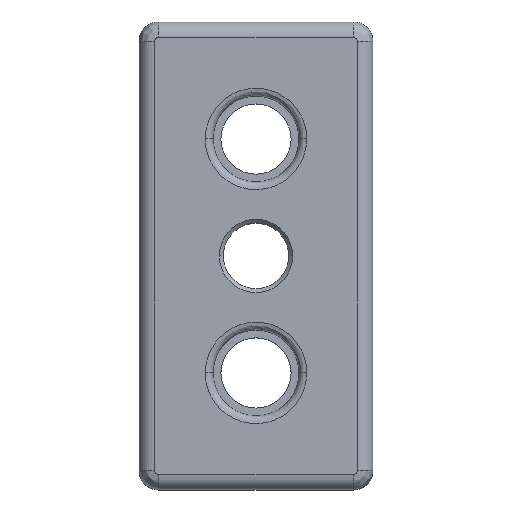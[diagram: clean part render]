
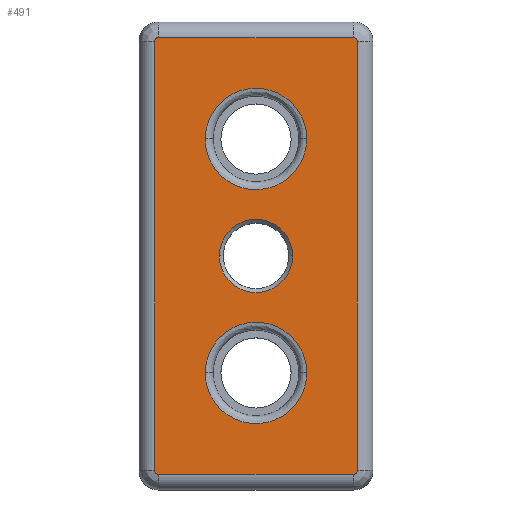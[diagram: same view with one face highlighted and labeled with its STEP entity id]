
A CAD part, top view. The second image highlights one B-rep face of the part: STEP entity #491.
In plain terms, the highlighted planar face has unit normal (0, 0, 1).
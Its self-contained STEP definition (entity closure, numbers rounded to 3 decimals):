
#491=ADVANCED_FACE('NONE',(#1073,#1074,#1075,#1076),#1077,.F.);
#1073=FACE_OUTER_BOUND('',#2217,.T.);
#1074=FACE_BOUND('',#2218,.T.);
#1075=FACE_BOUND('',#2219,.T.);
#1076=FACE_BOUND('',#2220,.T.);
#1077=PLANE('',#2221);
#2217=EDGE_LOOP('',(#4451,#4452,#4453,#4454,#4455,#4456,#4457,#4458));
#2218=EDGE_LOOP('',(#4459,#4460));
#2219=EDGE_LOOP('',(#4461,#4462));
#2220=EDGE_LOOP('',(#4463,#4464));
#2221=AXIS2_PLACEMENT_3D('',#4465,#4466,#4467);
#4451=ORIENTED_EDGE('',*,*,#5369,.F.);
#4452=ORIENTED_EDGE('',*,*,#5372,.F.);
#4453=ORIENTED_EDGE('',*,*,#5375,.F.);
#4454=ORIENTED_EDGE('',*,*,#5377,.F.);
#4455=ORIENTED_EDGE('',*,*,#5356,.F.);
#4456=ORIENTED_EDGE('',*,*,#5360,.F.);
#4457=ORIENTED_EDGE('',*,*,#5363,.F.);
#4458=ORIENTED_EDGE('',*,*,#5366,.F.);
#4459=ORIENTED_EDGE('',*,*,#5090,.F.);
#4460=ORIENTED_EDGE('',*,*,#5585,.F.);
#4461=ORIENTED_EDGE('',*,*,#5095,.F.);
#4462=ORIENTED_EDGE('',*,*,#5586,.F.);
#4463=ORIENTED_EDGE('',*,*,#5116,.T.);
#4464=ORIENTED_EDGE('',*,*,#5351,.T.);
#4465=CARTESIAN_POINT('',(15.0,30.0,12.0));
#4466=DIRECTION('',(0.0,0.0,-1.0));
#4467=DIRECTION('',(0.0,-1.0,0.0));
#5090=EDGE_CURVE('NONE',#5827,#5828,#5829,.T.);
#5095=EDGE_CURVE('NONE',#5836,#5837,#5838,.T.);
#5116=EDGE_CURVE('NONE',#5874,#5872,#5875,.T.);
#5351=EDGE_CURVE('NONE',#5872,#5874,#6256,.T.);
#5356=EDGE_CURVE('NONE',#6260,#6262,#6263,.T.);
#5360=EDGE_CURVE('NONE',#6266,#6260,#6268,.T.);
#5363=EDGE_CURVE('NONE',#6270,#6266,#6272,.T.);
#5366=EDGE_CURVE('NONE',#6274,#6270,#6276,.T.);
#5369=EDGE_CURVE('NONE',#6278,#6274,#6280,.T.);
#5372=EDGE_CURVE('NONE',#6282,#6278,#6284,.T.);
#5375=EDGE_CURVE('NONE',#6286,#6282,#6288,.T.);
#5377=EDGE_CURVE('NONE',#6262,#6286,#6290,.T.);
#5585=EDGE_CURVE('NONE',#5828,#5827,#6572,.T.);
#5586=EDGE_CURVE('NONE',#5837,#5836,#6573,.T.);
#5827=VERTEX_POINT('NONE',#6850);
#5828=VERTEX_POINT('NONE',#6851);
#5829=(B_SPLINE_CURVE(3,(#6853,#6854,#6855,#6856),.UNSPECIFIED.,.F.,.F.)B_SPLINE_CURVE_WITH_KNOTS((4,4),(0.0,1.0),.UNSPECIFIED.)RATIONAL_B_SPLINE_CURVE((1.0,0.333,0.333,1.0))BOUNDED_CURVE()REPRESENTATION_ITEM('')GEOMETRIC_REPRESENTATION_ITEM()CURVE());
#5836=VERTEX_POINT('NONE',#6869);
#5837=VERTEX_POINT('NONE',#6870);
#5838=(B_SPLINE_CURVE(3,(#6872,#6873,#6874,#6875),.UNSPECIFIED.,.F.,.F.)B_SPLINE_CURVE_WITH_KNOTS((4,4),(0.0,1.0),.UNSPECIFIED.)RATIONAL_B_SPLINE_CURVE((1.0,0.333,0.333,1.0))BOUNDED_CURVE()REPRESENTATION_ITEM('')GEOMETRIC_REPRESENTATION_ITEM()CURVE());
#5872=VERTEX_POINT('NONE',#6921);
#5874=VERTEX_POINT('NONE',#6924);
#5875=CIRCLE('',#6925,4.7);
#6256=CIRCLE('',#7415,4.7);
#6260=VERTEX_POINT('NONE',#7419);
#6262=VERTEX_POINT('NONE',#7421);
#6263=(B_SPLINE_CURVE(3,(#7423,#7424,#7425,#7426),.UNSPECIFIED.,.F.,.F.)B_SPLINE_CURVE_WITH_KNOTS((4,4),(0.0,1.0),.UNSPECIFIED.)RATIONAL_B_SPLINE_CURVE((1.0,0.805,0.805,1.0))BOUNDED_CURVE()REPRESENTATION_ITEM('')GEOMETRIC_REPRESENTATION_ITEM()CURVE());
#6266=VERTEX_POINT('NONE',#7435);
#6268=LINE('',#7437,#7438);
#6270=VERTEX_POINT('NONE',#7440);
#6272=(B_SPLINE_CURVE(3,(#7443,#7444,#7445,#7446),.UNSPECIFIED.,.F.,.F.)B_SPLINE_CURVE_WITH_KNOTS((4,4),(0.0,1.0),.UNSPECIFIED.)RATIONAL_B_SPLINE_CURVE((1.0,0.805,0.805,1.0))BOUNDED_CURVE()REPRESENTATION_ITEM('')GEOMETRIC_REPRESENTATION_ITEM()CURVE());
#6274=VERTEX_POINT('NONE',#7454);
#6276=LINE('',#7456,#7457);
#6278=VERTEX_POINT('NONE',#7459);
#6280=(B_SPLINE_CURVE(3,(#7462,#7463,#7464,#7465),.UNSPECIFIED.,.F.,.F.)B_SPLINE_CURVE_WITH_KNOTS((4,4),(0.0,1.0),.UNSPECIFIED.)RATIONAL_B_SPLINE_CURVE((1.0,0.805,0.805,1.0))BOUNDED_CURVE()REPRESENTATION_ITEM('')GEOMETRIC_REPRESENTATION_ITEM()CURVE());
#6282=VERTEX_POINT('NONE',#7473);
#6284=LINE('',#7475,#7476);
#6286=VERTEX_POINT('NONE',#7478);
#6288=(B_SPLINE_CURVE(3,(#7481,#7482,#7483,#7484),.UNSPECIFIED.,.F.,.F.)B_SPLINE_CURVE_WITH_KNOTS((4,4),(0.0,1.0),.UNSPECIFIED.)RATIONAL_B_SPLINE_CURVE((1.0,0.805,0.805,1.0))BOUNDED_CURVE()REPRESENTATION_ITEM('')GEOMETRIC_REPRESENTATION_ITEM()CURVE());
#6290=LINE('',#7492,#7493);
#6572=(B_SPLINE_CURVE(3,(#7936,#7937,#7938,#7939),.UNSPECIFIED.,.F.,.F.)B_SPLINE_CURVE_WITH_KNOTS((4,4),(0.0,1.0),.UNSPECIFIED.)RATIONAL_B_SPLINE_CURVE((1.0,0.333,0.333,1.0))BOUNDED_CURVE()REPRESENTATION_ITEM('')GEOMETRIC_REPRESENTATION_ITEM()CURVE());
#6573=(B_SPLINE_CURVE(3,(#7947,#7948,#7949,#7950),.UNSPECIFIED.,.F.,.F.)B_SPLINE_CURVE_WITH_KNOTS((4,4),(0.0,1.0),.UNSPECIFIED.)RATIONAL_B_SPLINE_CURVE((1.0,0.333,0.333,1.0))BOUNDED_CURVE()REPRESENTATION_ITEM('')GEOMETRIC_REPRESENTATION_ITEM()CURVE());
#6850=CARTESIAN_POINT('',(-6.5,-15.0,12.0));
#6851=CARTESIAN_POINT('',(6.5,-15.0,12.0));
#6853=CARTESIAN_POINT('',(-6.5,-15.0,12.0));
#6854=CARTESIAN_POINT('',(-6.5,-28.0,12.0));
#6855=CARTESIAN_POINT('',(6.5,-28.0,12.0));
#6856=CARTESIAN_POINT('',(6.5,-15.0,12.0));
#6869=CARTESIAN_POINT('',(-6.5,15.0,12.0));
#6870=CARTESIAN_POINT('',(6.5,15.0,12.0));
#6872=CARTESIAN_POINT('',(-6.5,15.0,12.0));
#6873=CARTESIAN_POINT('',(-6.5,2.0,12.0));
#6874=CARTESIAN_POINT('',(6.5,2.0,12.0));
#6875=CARTESIAN_POINT('',(6.5,15.0,12.0));
#6921=CARTESIAN_POINT('',(-4.7,0.,12.));
#6924=CARTESIAN_POINT('',(4.7,0.0,12.));
#6925=AXIS2_PLACEMENT_3D('',#8623,#8624,#8625);
#7415=AXIS2_PLACEMENT_3D('',#8987,#8988,#8989);
#7419=CARTESIAN_POINT('',(-13.0,27.5,12.0));
#7421=CARTESIAN_POINT('',(-12.5,28.0,12.0));
#7423=CARTESIAN_POINT('',(-13.0,27.5,12.0));
#7424=CARTESIAN_POINT('',(-13.0,27.793,12.0));
#7425=CARTESIAN_POINT('',(-12.793,28.0,12.0));
#7426=CARTESIAN_POINT('',(-12.5,28.0,12.0));
#7435=CARTESIAN_POINT('',(-13.0,-27.5,12.0));
#7437=CARTESIAN_POINT('',(-13.0,30.0,12.0));
#7438=VECTOR('',#9002,1000.0);
#7440=CARTESIAN_POINT('',(-12.5,-28.0,12.0));
#7443=CARTESIAN_POINT('',(-12.5,-28.0,12.0));
#7444=CARTESIAN_POINT('',(-12.793,-28.0,12.0));
#7445=CARTESIAN_POINT('',(-13.0,-27.793,12.0));
#7446=CARTESIAN_POINT('',(-13.0,-27.5,12.0));
#7454=CARTESIAN_POINT('',(12.5,-28.0,12.0));
#7456=CARTESIAN_POINT('',(15.0,-28.0,12.0));
#7457=VECTOR('',#9009,1000.0);
#7459=CARTESIAN_POINT('',(13.0,-27.5,12.0));
#7462=CARTESIAN_POINT('',(13.0,-27.5,12.0));
#7463=CARTESIAN_POINT('',(13.0,-27.793,12.0));
#7464=CARTESIAN_POINT('',(12.793,-28.0,12.0));
#7465=CARTESIAN_POINT('',(12.5,-28.0,12.0));
#7473=CARTESIAN_POINT('',(13.0,27.5,12.0));
#7475=CARTESIAN_POINT('',(13.0,30.0,12.0));
#7476=VECTOR('',#9016,1000.0);
#7478=CARTESIAN_POINT('',(12.5,28.0,12.0));
#7481=CARTESIAN_POINT('',(12.5,28.0,12.0));
#7482=CARTESIAN_POINT('',(12.793,28.0,12.0));
#7483=CARTESIAN_POINT('',(13.0,27.793,12.0));
#7484=CARTESIAN_POINT('',(13.0,27.5,12.0));
#7492=CARTESIAN_POINT('',(15.0,28.0,12.0));
#7493=VECTOR('',#9020,1000.0);
#7936=CARTESIAN_POINT('',(6.5,-15.0,12.0));
#7937=CARTESIAN_POINT('',(6.5,-2.0,12.0));
#7938=CARTESIAN_POINT('',(-6.5,-2.0,12.0));
#7939=CARTESIAN_POINT('',(-6.5,-15.0,12.0));
#7947=CARTESIAN_POINT('',(6.5,15.0,12.0));
#7948=CARTESIAN_POINT('',(6.5,28.0,12.0));
#7949=CARTESIAN_POINT('',(-6.5,28.0,12.0));
#7950=CARTESIAN_POINT('',(-6.5,15.0,12.0));
#8623=CARTESIAN_POINT('',(0.0,0.0,12.));
#8624=DIRECTION('',(0.0,0.0,-1.0));
#8625=DIRECTION('',(1.0,0.0,0.0));
#8987=CARTESIAN_POINT('',(0.0,0.0,12.));
#8988=DIRECTION('',(0.0,0.0,-1.0));
#8989=DIRECTION('',(1.0,0.0,0.0));
#9002=DIRECTION('',(-0.0,1.0,-0.0));
#9009=DIRECTION('',(-1.0,0.,-0.0));
#9016=DIRECTION('',(0.,-1.0,-0.0));
#9020=DIRECTION('',(1.0,0.,-0.0));
